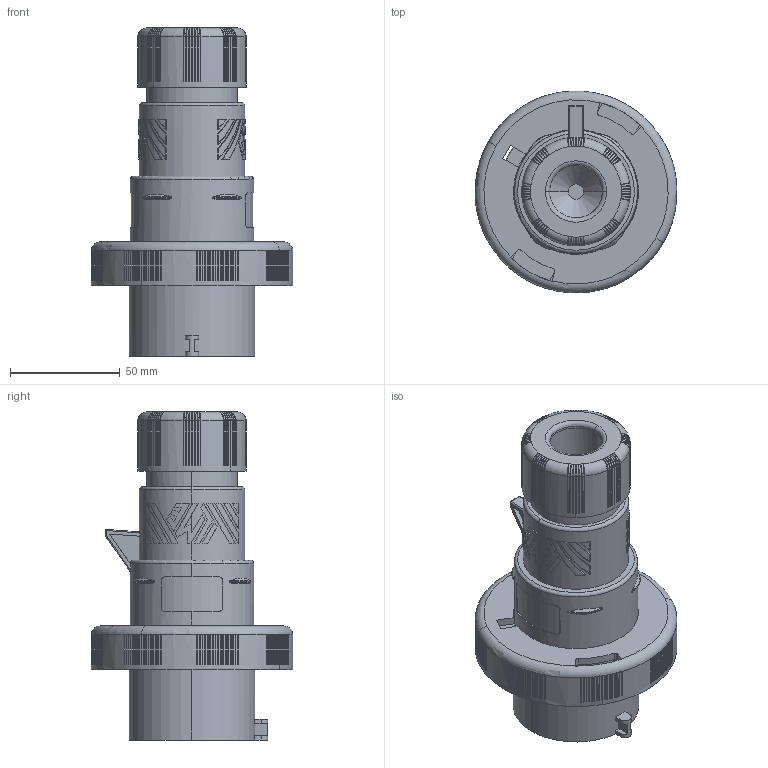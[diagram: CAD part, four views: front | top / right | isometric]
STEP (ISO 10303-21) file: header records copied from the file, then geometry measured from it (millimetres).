
FILE_DESCRIPTION(('Creo Elements/Direct Modeling STEP Export'),'2;1');
FILE_NAME('0lndqdl5cl4cosl2204','2021-09-10T 8:51:08',(''),(''),'Creo Elements/Direct Modeling STEP processor for AP214 (Solid Model)','Creo Elements/Direct Modeling 20.1B 02-Apr-2019 (C) Parametric Technology GmbH','');
FILE_SCHEMA(('AUTOMOTIVE_DESIGN { 1 0 10303 214 1 1 1 1 }'));
Products named in the file (2): PEW_3243_SV
Assembly tree (1 placements, depth 2):
  PEW_3243_SV
    PEW_3243_SV
Bounding box: 92 x 92 x 149.5 mm (x, y, z)
Volume: 266351 mm3; surface area: 66491.5 mm2
Topology: 1 solids, 1 shells, 1640 faces, 4378 edges, 2670 vertices
Faces by surface type: plane 1106, cylinder 317, sphere 116, torus 91, cone 10
Entity records: 71821 total; most frequent: CARTESIAN_POINT 22871, ORIENTED_EDGE 8524, DIRECTION 7593, EDGE_CURVE 4262, VERTEX_POINT 2670, AXIS2_PLACEMENT_3D 2644, VECTOR 2305, LINE 2305
